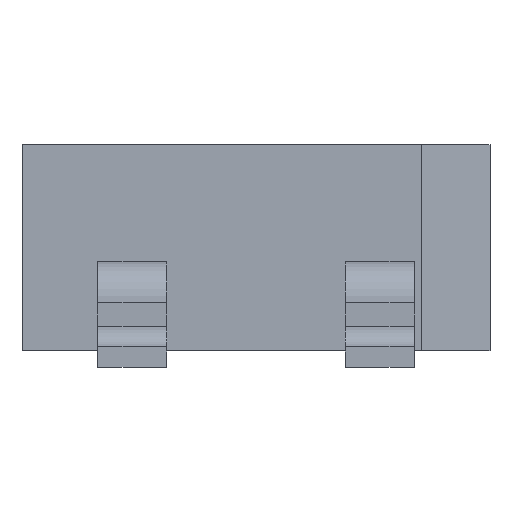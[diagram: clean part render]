
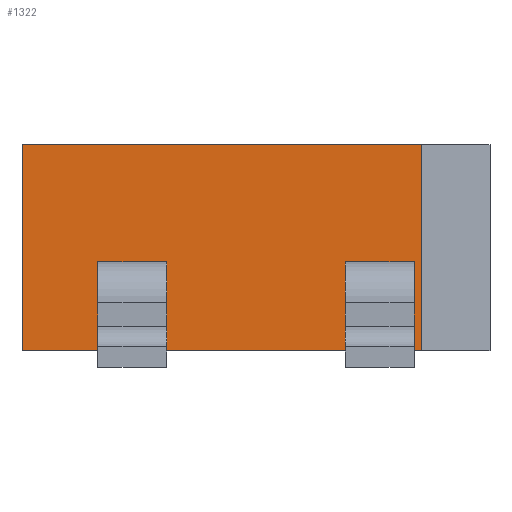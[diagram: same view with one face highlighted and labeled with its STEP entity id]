
A CAD part, left-side view. The second image highlights one B-rep face of the part: STEP entity #1322.
In plain terms, the highlighted planar face has unit normal (-1, 0, 0).
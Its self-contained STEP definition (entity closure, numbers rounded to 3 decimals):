
#16=FACE_BOUND('',#206,.T.);
#17=FACE_BOUND('',#207,.T.);
#134=FACE_OUTER_BOUND('',#205,.T.);
#205=EDGE_LOOP('',(#1155,#1156,#1157,#1158));
#206=EDGE_LOOP('',(#1159,#1160,#1161,#1162));
#207=EDGE_LOOP('',(#1163,#1164,#1165,#1166));
#278=LINE('',#1976,#429);
#284=LINE('',#1988,#435);
#288=LINE('',#2003,#439);
#294=LINE('',#2015,#445);
#328=LINE('',#2099,#479);
#330=LINE('',#2103,#481);
#346=LINE('',#2136,#497);
#350=LINE('',#2144,#501);
#353=LINE('',#2151,#504);
#360=LINE('',#2164,#511);
#361=LINE('',#2166,#512);
#362=LINE('',#2167,#513);
#429=VECTOR('',#1600,10.);
#435=VECTOR('',#1610,10.);
#439=VECTOR('',#1626,10.);
#445=VECTOR('',#1636,10.);
#479=VECTOR('',#1718,10.);
#481=VECTOR('',#1722,10.);
#497=VECTOR('',#1758,10.);
#501=VECTOR('',#1768,10.);
#504=VECTOR('',#1775,10.);
#511=VECTOR('',#1786,10.);
#512=VECTOR('',#1789,10.);
#513=VECTOR('',#1790,10.);
#580=VERTEX_POINT('',#1973);
#581=VERTEX_POINT('',#1975);
#585=VERTEX_POINT('',#1986);
#589=VERTEX_POINT('',#2000);
#590=VERTEX_POINT('',#2002);
#594=VERTEX_POINT('',#2013);
#620=VERTEX_POINT('',#2097);
#621=VERTEX_POINT('',#2101);
#630=VERTEX_POINT('',#2148);
#631=VERTEX_POINT('',#2150);
#634=VERTEX_POINT('',#2160);
#635=VERTEX_POINT('',#2162);
#720=EDGE_CURVE('',#581,#580,#278,.T.);
#727=EDGE_CURVE('',#580,#585,#284,.T.);
#734=EDGE_CURVE('',#590,#589,#288,.T.);
#741=EDGE_CURVE('',#589,#594,#294,.T.);
#784=EDGE_CURVE('',#620,#585,#328,.T.);
#786=EDGE_CURVE('',#621,#594,#330,.T.);
#802=EDGE_CURVE('',#621,#590,#346,.T.);
#806=EDGE_CURVE('',#620,#581,#350,.T.);
#809=EDGE_CURVE('',#630,#631,#353,.T.);
#816=EDGE_CURVE('',#634,#635,#360,.T.);
#817=EDGE_CURVE('',#634,#630,#361,.T.);
#818=EDGE_CURVE('',#631,#635,#362,.T.);
#1155=ORIENTED_EDGE('',*,*,#817,.F.);
#1156=ORIENTED_EDGE('',*,*,#816,.T.);
#1157=ORIENTED_EDGE('',*,*,#818,.F.);
#1158=ORIENTED_EDGE('',*,*,#809,.F.);
#1159=ORIENTED_EDGE('',*,*,#786,.F.);
#1160=ORIENTED_EDGE('',*,*,#802,.T.);
#1161=ORIENTED_EDGE('',*,*,#734,.T.);
#1162=ORIENTED_EDGE('',*,*,#741,.T.);
#1163=ORIENTED_EDGE('',*,*,#784,.F.);
#1164=ORIENTED_EDGE('',*,*,#806,.T.);
#1165=ORIENTED_EDGE('',*,*,#720,.T.);
#1166=ORIENTED_EDGE('',*,*,#727,.T.);
#1235=PLANE('',#1437);
#1322=ADVANCED_FACE('',(#134,#16,#17),#1235,.T.);
#1437=AXIS2_PLACEMENT_3D('',#2165,#1787,#1788);
#1600=DIRECTION('',(0.,-1.,0.));
#1610=DIRECTION('',(0.,0.,-1.));
#1626=DIRECTION('',(0.,-1.,0.));
#1636=DIRECTION('',(0.,0.,-1.));
#1718=DIRECTION('',(0.,-1.,0.));
#1722=DIRECTION('',(0.,-1.,0.));
#1758=DIRECTION('',(0.,0.,1.));
#1768=DIRECTION('',(0.,0.,1.));
#1775=DIRECTION('',(0.,0.,1.));
#1786=DIRECTION('',(0.,0.,1.));
#1787=DIRECTION('center_axis',(-1.,0.,0.));
#1788=DIRECTION('ref_axis',(0.,-1.,0.));
#1789=DIRECTION('',(0.,1.,0.));
#1790=DIRECTION('',(0.,-1.,0.));
#1973=CARTESIAN_POINT('',(-1.35,0.65,0.65));
#1975=CARTESIAN_POINT('',(-1.35,1.15,0.65));
#1976=CARTESIAN_POINT('',(-1.35,1.3,0.65));
#1986=CARTESIAN_POINT('',(-1.35,0.65,0.5));
#1988=CARTESIAN_POINT('',(-1.35,0.65,0.));
#2000=CARTESIAN_POINT('',(-1.35,-1.15,0.65));
#2002=CARTESIAN_POINT('',(-1.35,-0.65,0.65));
#2003=CARTESIAN_POINT('',(-1.35,0.4,0.65));
#2013=CARTESIAN_POINT('',(-1.35,-1.15,0.5));
#2015=CARTESIAN_POINT('',(-1.35,-1.15,0.));
#2097=CARTESIAN_POINT('',(-1.35,1.15,0.5));
#2099=CARTESIAN_POINT('',(-1.35,0.275,0.5));
#2101=CARTESIAN_POINT('',(-1.35,-0.65,0.5));
#2103=CARTESIAN_POINT('',(-1.35,0.275,0.5));
#2136=CARTESIAN_POINT('',(-1.35,-0.65,0.));
#2144=CARTESIAN_POINT('',(-1.35,1.15,0.));
#2148=CARTESIAN_POINT('',(-1.35,1.7,0.));
#2150=CARTESIAN_POINT('',(-1.35,1.7,1.5));
#2151=CARTESIAN_POINT('',(-1.35,1.7,0.));
#2160=CARTESIAN_POINT('',(-1.35,-1.2,0.));
#2162=CARTESIAN_POINT('',(-1.35,-1.2,1.5));
#2164=CARTESIAN_POINT('',(-1.35,-1.2,0.));
#2165=CARTESIAN_POINT('Origin',(-1.35,1.7,0.));
#2166=CARTESIAN_POINT('',(-1.35,-1.7,0.));
#2167=CARTESIAN_POINT('',(-1.35,-1.7,1.5));
